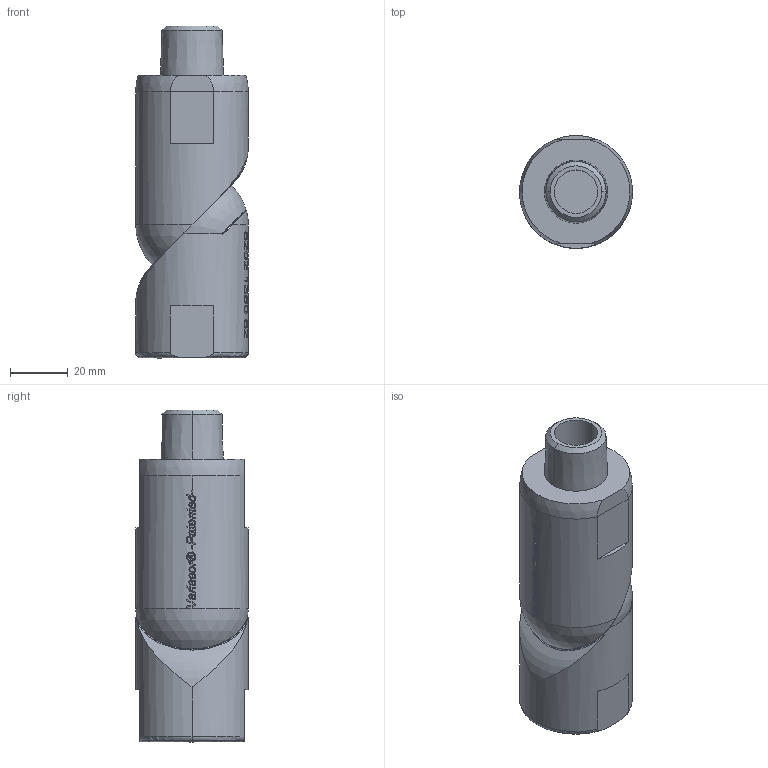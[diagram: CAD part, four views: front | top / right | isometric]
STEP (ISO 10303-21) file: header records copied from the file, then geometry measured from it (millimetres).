
FILE_DESCRIPTION((''),'2;1');
FILE_NAME('TMP91523_SW','2011-11-17T',('tooextcsr'),(''),'PRO/ENGINEER BY PARAMETRIC TECHNOLOGY CORPORATION, 2008310','PRO/ENGINEER BY PARAMETRIC TECHNOLOGY CORPORATION, 2008310','');
FILE_SCHEMA(('CONFIG_CONTROL_DESIGN', 'GEOMETRIC_VALIDATION_PROPERTIES_MIM'));
Length unit declared in the file: millimetre
Products named in the file (1): TMP91523_SW
Bounding box: 39 x 39 x 114.8 mm (x, y, z)
Surface area: 18818.8 mm2 (no closed solid volume)
Topology: 0 solids, 74 shells, 127 faces, 1615 edges, 1534 vertices
Faces by surface type: cylinder 83, plane 18, torus 12, cone 8, sphere 6
Entity records: 27415 total; most frequent: CARTESIAN_POINT 17698, ORIENTED_EDGE 1758, EDGE_CURVE 1615, VERTEX_POINT 1534, B_SPLINE_CURVE_WITH_KNOTS 1112, DIRECTION 972, AXIS2_PLACEMENT_3D 342, VECTOR 288
